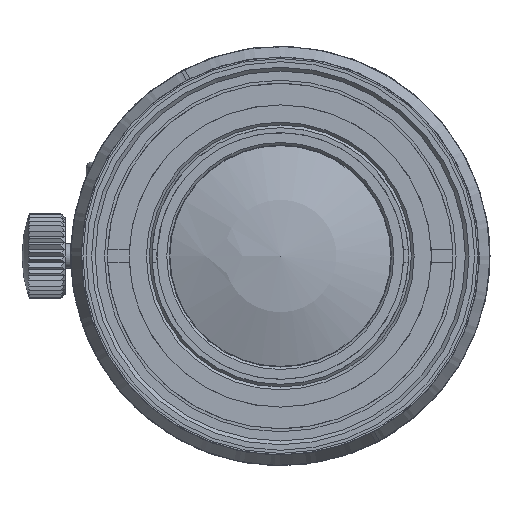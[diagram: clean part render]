
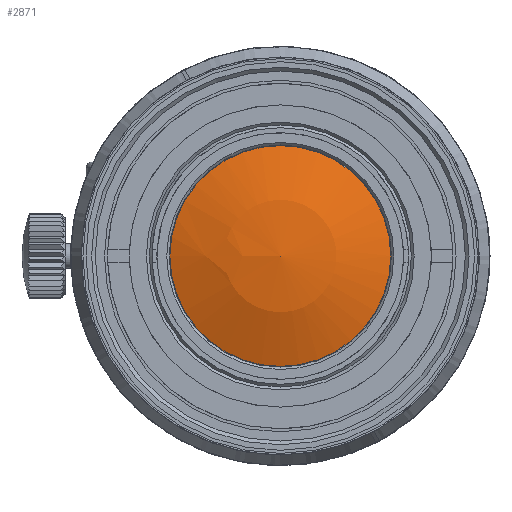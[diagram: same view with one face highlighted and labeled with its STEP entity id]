
A CAD part, left-side view. The second image highlights one B-rep face of the part: STEP entity #2871.
In plain terms, the highlighted spherical face has radius 23.416 mm.
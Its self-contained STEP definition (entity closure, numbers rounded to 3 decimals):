
#114=SPHERICAL_SURFACE('',#11873,23.416);
#155=VERTEX_LOOP('',#8392);
#2871=ADVANCED_FACE('',(#3472,#3473),#114,.T.);
#3472=FACE_BOUND('',#155,.T.);
#3473=FACE_BOUND('',#4115,.T.);
#4115=EDGE_LOOP('',(#6250));
#6250=ORIENTED_EDGE('',*,*,#10036,.F.);
#8366=VERTEX_POINT('',#17461);
#8392=VERTEX_POINT('',#17543);
#10036=EDGE_CURVE('',#8366,#8366,#11135,.T.);
#11135=CIRCLE('',#11837,8.951);
#11837=AXIS2_PLACEMENT_3D('',#17460,#13708,#13709);
#11873=AXIS2_PLACEMENT_3D('',#17544,#13797,#13798);
#13708=DIRECTION('',(1.,0.,0.));
#13709=DIRECTION('',(0.,1.,0.));
#13797=DIRECTION('',(1.,0.,0.));
#13798=DIRECTION('',(0.,1.,0.));
#17460=CARTESIAN_POINT('',(-45.934,0.,0.));
#17461=CARTESIAN_POINT('',(-45.934,8.951,0.));
#17543=CARTESIAN_POINT('',(-47.712,0.,0.));
#17544=CARTESIAN_POINT('',(-24.296,0.,0.));
